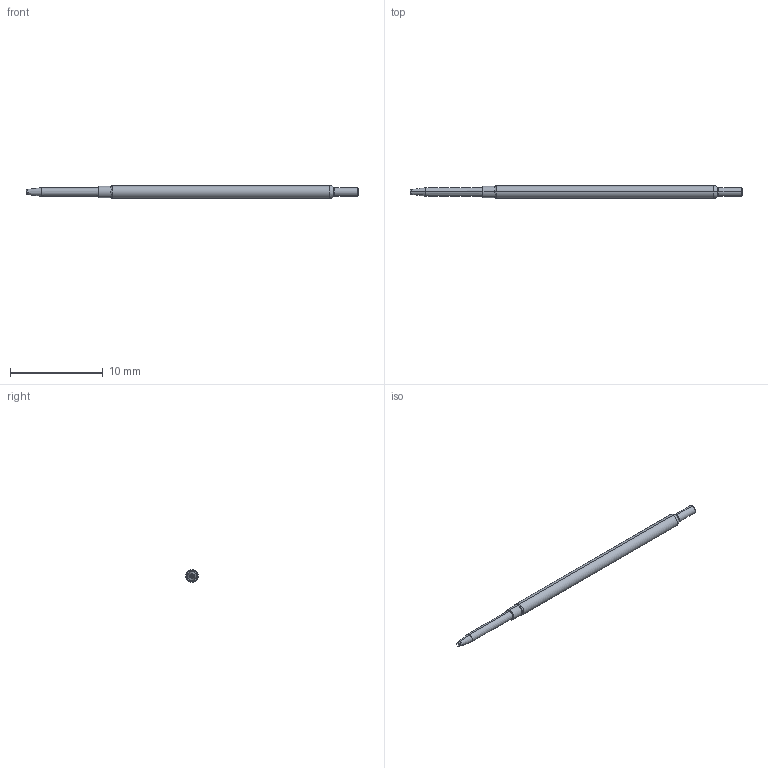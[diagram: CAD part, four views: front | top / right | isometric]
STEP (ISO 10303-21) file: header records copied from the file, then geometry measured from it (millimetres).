
FILE_DESCRIPTION (( 'STEP AP214' ), '1' );
FILE_NAME ('X75-PRP2547_-S.STEP', '2016-04-12T15:03:32', ( 'spare' ), ( '' ), 'SwSTEP 2.0', 'SolidWorks 2016', '' );
FILE_SCHEMA (( 'AUTOMOTIVE_DESIGN' ));
Length unit declared in the file: inch
Products named in the file (1): X75-PRP2547_-S
Bounding box: 35.81 x 1.37 x 1.37 mm (x, y, z)
Volume: 43.3 mm3; surface area: 139.1 mm2
Topology: 1 solids, 1 shells, 61 faces, 144 edges, 86 vertices
Faces by surface type: plane 39, cone 8, torus 8, cylinder 6
Entity records: 2543 total; most frequent: CARTESIAN_POINT 388, ORIENTED_EDGE 288, DIRECTION 268, EDGE_CURVE 144, AXIS2_PLACEMENT_3D 94, VERTEX_POINT 86, LINE 80, VECTOR 80
